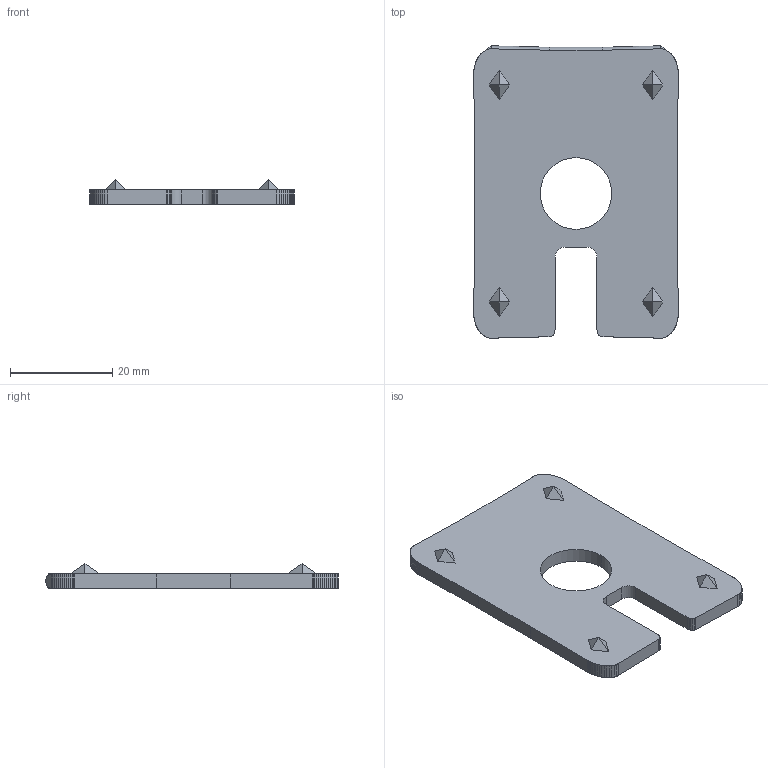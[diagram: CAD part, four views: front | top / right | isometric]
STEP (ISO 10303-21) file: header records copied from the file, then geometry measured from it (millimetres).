
FILE_DESCRIPTION (( 'STEP AP203' ), '1' );
FILE_NAME ('SV1660V Plastic corner 40 90°.STEP', '2025-04-14T15:52:31', ( '' ), ( '' ), 'SwSTEP 2.0', 'SolidWorks 2025', '' );
FILE_SCHEMA (( 'CONFIG_CONTROL_DESIGN' ));
Length unit declared in the file: millimetre
Products named in the file (1): SV1660V Plastic corner 40 90°
Bounding box: 40 x 57.15 x 4.83 mm (x, y, z)
Volume: 5519.3 mm3; surface area: 4634.5 mm2
Topology: 1 solids, 1 shells, 134 faces, 388 edges, 260 vertices
Faces by surface type: cylinder 74, plane 41, bspline 17, cone 2
Entity records: 5856 total; most frequent: CARTESIAN_POINT 2255, ORIENTED_EDGE 776, DIRECTION 722, EDGE_CURVE 388, AXIS2_PLACEMENT_3D 268, VERTEX_POINT 260, LINE 186, VECTOR 186
